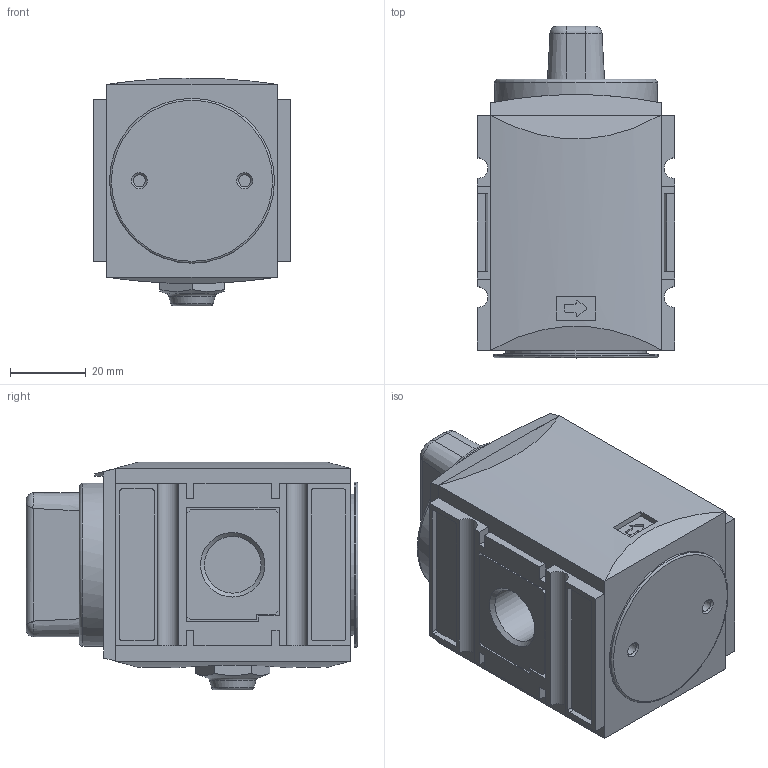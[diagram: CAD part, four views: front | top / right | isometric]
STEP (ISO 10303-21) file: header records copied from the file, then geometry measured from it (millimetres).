
FILE_DESCRIPTION( ( 'STEP AP214' ), ' ' );
FILE_NAME( '94001.DD00.stp', '2017-01-20T15:56:44', ( '' ), ( '' ), ' ', 'PARTsolutions', ' ' );
FILE_SCHEMA( ( 'AUTOMOTIVE_DESIGN { 1 0 10303 214 1 1 1 1 }' ) );
Length unit declared in the file: millimetre
Products named in the file (2): 94001.DD00; _FU 952G 3/8000-1
Assembly tree (1 placements, depth 2):
  94001.DD00
    _FU 952G 3/8000-1
Bounding box: 52 x 87.5 x 60.09 mm (x, y, z)
Volume: 182640.2 mm3; surface area: 26593.5 mm2
Topology: 1 solids, 1 shells, 307 faces, 803 edges, 529 vertices
Faces by surface type: plane 209, cylinder 77, cone 12, torus 9
Full cylindrical faces by diameter (mm): 3.2 x2, 13.157 x1, 14.95 x2, 28 x1, 37.2 x1, 43 x1, 43.5 x1
Entity records: 11925 total; most frequent: CARTESIAN_POINT 1869, DIRECTION 1550, ORIENTED_EDGE 1548, EDGE_CURVE 774, LINE 570, VECTOR 570, VERTEX_POINT 522, AXIS2_PLACEMENT_3D 490
